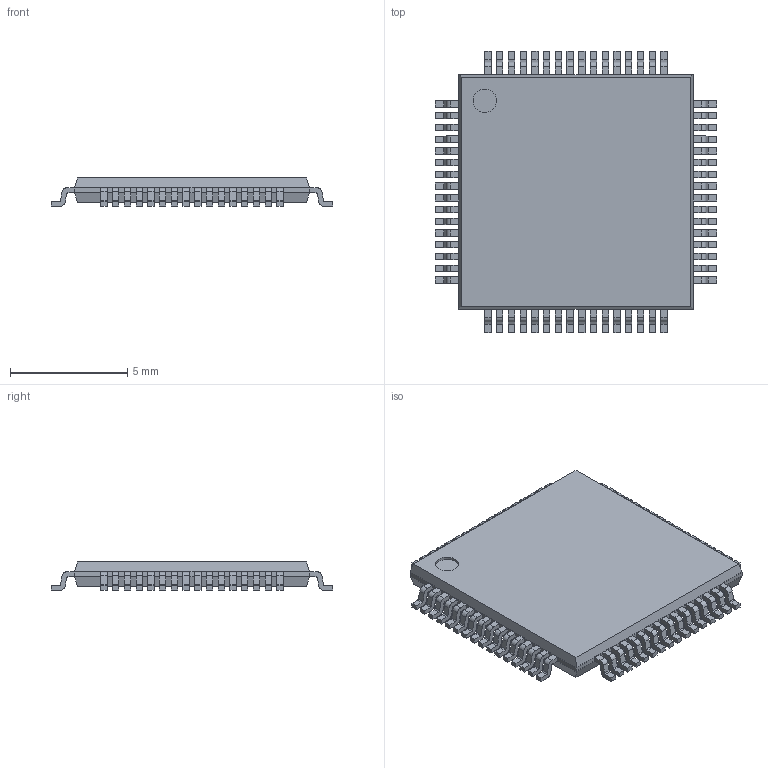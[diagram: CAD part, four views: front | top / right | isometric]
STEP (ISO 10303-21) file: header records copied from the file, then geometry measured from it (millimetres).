
FILE_DESCRIPTION(/* description */ (''),/* implementation_level */ '2;1');
FILE_NAME(/* name */ 'TQFP64x1000x1000x100-050P.step',/* time_stamp */ '2022-05-24T19:14:22+05:30',/* author */ (''),/* organization */ (''),/* preprocessor_version */ 'ST-DEVELOPER v19',/* originating_system */ 'Autodesk Translation Framework v11.7.0.108',/* authorisation */ '');
FILE_SCHEMA (('AUTOMOTIVE_DESIGN { 1 0 10303 214 3 1 1 }'));
Length unit declared in the file: millimetre
Products named in the file (2): TQFP64x1000x1000x100-050P; Model
Assembly tree (1 placements, depth 2):
  TQFP64x1000x1000x100-050P
    Model
Bounding box: 12 x 12 x 1.2 mm (x, y, z)
Volume: 107.9 mm3; surface area: 326.7 mm2
Topology: 65 solids, 65 shells, 912 faces, 2335 edges, 1554 vertices
Faces by surface type: plane 655, cylinder 257
Full cylindrical faces by diameter (mm): 1 x1
Entity records: 27532 total; most frequent: CARTESIAN_POINT 4804, DIRECTION 4679, ORIENTED_EDGE 4670, EDGE_CURVE 2335, LINE 1821, VECTOR 1821, VERTEX_POINT 1554, AXIS2_PLACEMENT_3D 1429
